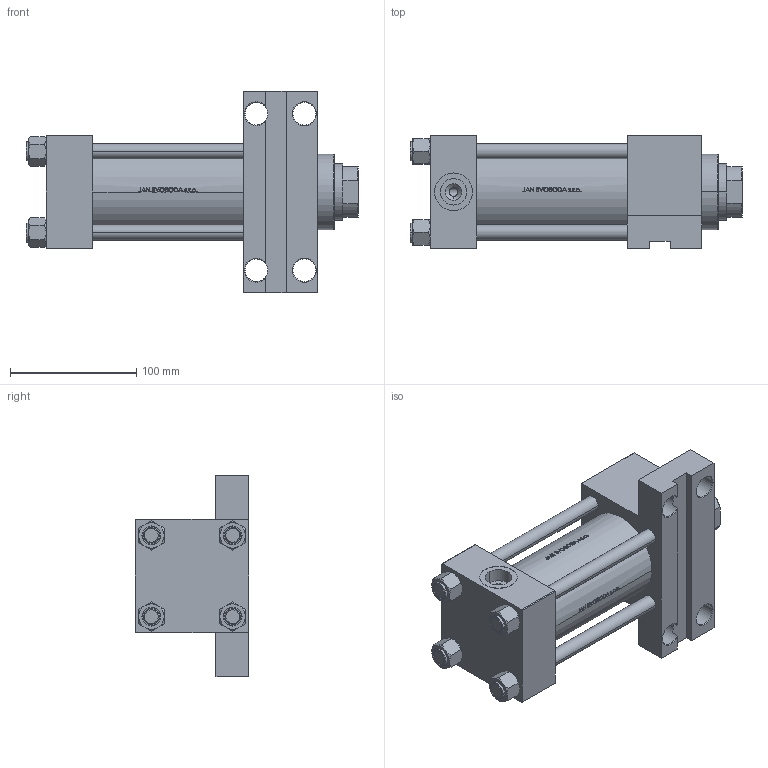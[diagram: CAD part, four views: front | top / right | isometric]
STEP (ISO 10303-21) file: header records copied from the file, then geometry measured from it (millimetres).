
FILE_DESCRIPTION (( 'STEP AP203' ), '1' );
FILE_NAME ('0abc.STEP', '2022-04-16T12:25:20', ( '' ), ( '' ), 'SwSTEP 2.0', 'SolidWorks 2019', '' );
FILE_SCHEMA (( 'CONFIG_CONTROL_DESIGN' ));
Length unit declared in the file: millimetre
Products named in the file (6): V215_VC_A 01bf99717e3fb49a7cdcdbc768dce589; V215CR_F_TYCINKA 01bf99717e3fb49a7cdcdbc768dce589; NUT_M5_F 01bf99717e3fb49a7cdcdbc768dce589; 0abc; V215CR_F_Body 01bf99717e3fb49a7cdcdbc768dce589; V215CR_VCP_F 01bf99717e3fb49a7cdcdbc768dce589
Assembly tree (11 placements, depth 2):
  0abc
    V215CR_F_Body 01bf99717e3fb49a7cdcdbc768dce589
    V215CR_VCP_F 01bf99717e3fb49a7cdcdbc768dce589
    V215CR_F_TYCINKA 01bf99717e3fb49a7cdcdbc768dce589  x4
    NUT_M5_F 01bf99717e3fb49a7cdcdbc768dce589  x4
    V215_VC_A 01bf99717e3fb49a7cdcdbc768dce589
Bounding box: 263 x 90 x 160 mm (x, y, z)
Volume: 1229150.5 mm3; surface area: 247778.6 mm2
Topology: 11 solids, 11 shells, 1114 faces, 2816 edges, 1805 vertices
Faces by surface type: plane 439, bspline 380, cone 152, cylinder 135, torus 8
Entity records: 48222 total; most frequent: CARTESIAN_POINT 26012, ORIENTED_EDGE 5124, DIRECTION 3182, EDGE_CURVE 2562, VERTEX_POINT 1661, VECTOR 1324, LINE 1324, EDGE_LOOP 1095
